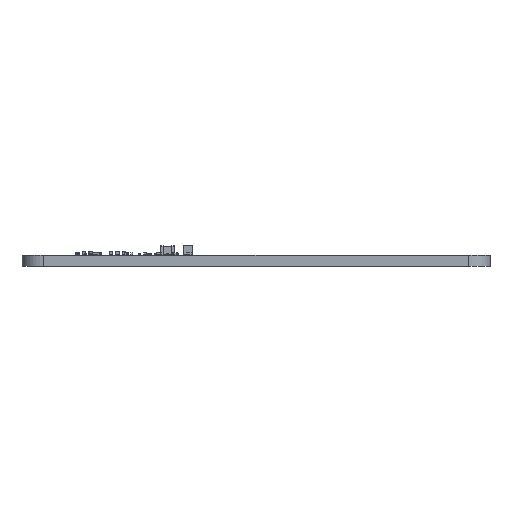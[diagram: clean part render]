
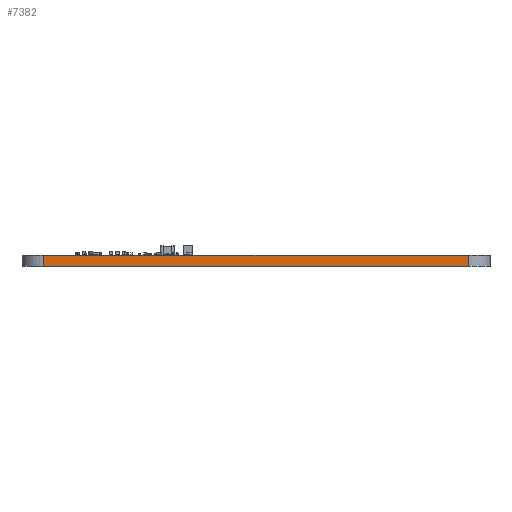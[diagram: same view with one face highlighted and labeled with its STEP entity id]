
A CAD part, left-side view. The second image highlights one B-rep face of the part: STEP entity #7382.
In plain terms, the highlighted planar face has unit normal (-1, 0, 0).
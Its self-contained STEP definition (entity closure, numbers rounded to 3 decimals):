
#5712 = VERTEX_POINT('',#5713);
#5713 = CARTESIAN_POINT('',(115.5,-134.547,0.));
#5720 = EDGE_CURVE('',#5712,#5721,#5723,.T.);
#5721 = VERTEX_POINT('',#5722);
#5722 = CARTESIAN_POINT('',(115.5,-75.425,0.));
#5723 = LINE('',#5724,#5725);
#5724 = CARTESIAN_POINT('',(115.5,-134.547,0.));
#5725 = VECTOR('',#5726,1.);
#5726 = DIRECTION('',(0.,1.,0.));
#6542 = VERTEX_POINT('',#6543);
#6543 = CARTESIAN_POINT('',(115.5,-134.547,1.555));
#6550 = EDGE_CURVE('',#6542,#6551,#6553,.T.);
#6551 = VERTEX_POINT('',#6552);
#6552 = CARTESIAN_POINT('',(115.5,-75.425,1.555));
#6553 = LINE('',#6554,#6555);
#6554 = CARTESIAN_POINT('',(115.5,-134.547,1.555));
#6555 = VECTOR('',#6556,1.);
#6556 = DIRECTION('',(0.,1.,0.));
#7352 = EDGE_CURVE('',#5721,#6551,#7353,.T.);
#7353 = LINE('',#7354,#7355);
#7354 = CARTESIAN_POINT('',(115.5,-75.425,0.));
#7355 = VECTOR('',#7356,1.);
#7356 = DIRECTION('',(0.,0.,1.));
#7382 = ADVANCED_FACE('',(#7383),#7394,.T.);
#7383 = FACE_BOUND('',#7384,.T.);
#7384 = EDGE_LOOP('',(#7385,#7391,#7392,#7393));
#7385 = ORIENTED_EDGE('',*,*,#7386,.T.);
#7386 = EDGE_CURVE('',#5712,#6542,#7387,.T.);
#7387 = LINE('',#7388,#7389);
#7388 = CARTESIAN_POINT('',(115.5,-134.547,0.));
#7389 = VECTOR('',#7390,1.);
#7390 = DIRECTION('',(0.,0.,1.));
#7391 = ORIENTED_EDGE('',*,*,#6550,.T.);
#7392 = ORIENTED_EDGE('',*,*,#7352,.F.);
#7393 = ORIENTED_EDGE('',*,*,#5720,.F.);
#7394 = PLANE('',#7395);
#7395 = AXIS2_PLACEMENT_3D('',#7396,#7397,#7398);
#7396 = CARTESIAN_POINT('',(115.5,-134.547,0.));
#7397 = DIRECTION('',(-1.,0.,0.));
#7398 = DIRECTION('',(0.,1.,0.));
